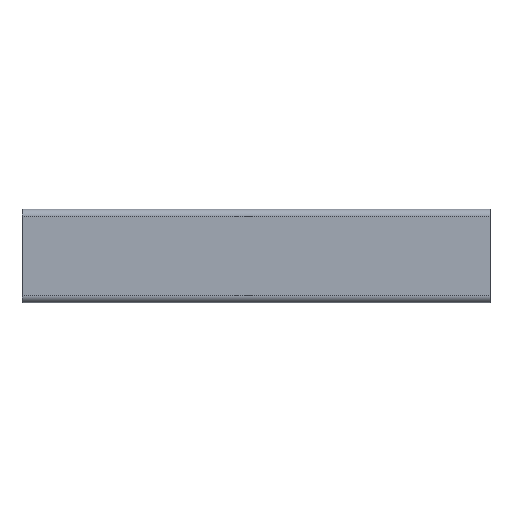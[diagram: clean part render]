
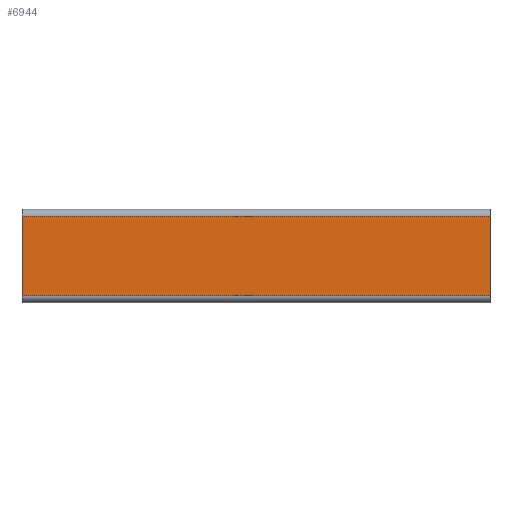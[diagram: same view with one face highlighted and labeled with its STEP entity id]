
A CAD part, left-side view. The second image highlights one B-rep face of the part: STEP entity #6944.
In plain terms, the highlighted planar face has unit normal (-1, 0, 0).
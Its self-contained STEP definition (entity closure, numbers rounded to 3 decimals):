
#126=PLANE('',#7474);
#395=FACE_OUTER_BOUND('',#749,.T.);
#749=EDGE_LOOP('',(#5176,#5177,#5178,#5179));
#1315=LINE('',#10967,#2045);
#1316=LINE('',#10971,#2046);
#1317=LINE('',#10973,#2047);
#1318=LINE('',#10974,#2048);
#2045=VECTOR('',#8840,10.);
#2046=VECTOR('',#8845,10.);
#2047=VECTOR('',#8846,10.);
#2048=VECTOR('',#8847,10.);
#3098=VERTEX_POINT('',#10964);
#3099=VERTEX_POINT('',#10966);
#3100=VERTEX_POINT('',#10970);
#3101=VERTEX_POINT('',#10972);
#3960=EDGE_CURVE('',#3099,#3098,#1315,.T.);
#3962=EDGE_CURVE('',#3098,#3100,#1316,.T.);
#3963=EDGE_CURVE('',#3101,#3100,#1317,.T.);
#3964=EDGE_CURVE('',#3099,#3101,#1318,.T.);
#5176=ORIENTED_EDGE('',*,*,#3962,.T.);
#5177=ORIENTED_EDGE('',*,*,#3963,.F.);
#5178=ORIENTED_EDGE('',*,*,#3964,.F.);
#5179=ORIENTED_EDGE('',*,*,#3960,.T.);
#6944=ADVANCED_FACE('',(#395),#126,.T.);
#7474=AXIS2_PLACEMENT_3D('',#10969,#8843,#8844);
#8840=DIRECTION('',(0.,1.,0.));
#8843=DIRECTION('center_axis',(-1.,0.,0.));
#8844=DIRECTION('ref_axis',(0.,0.,1.));
#8845=DIRECTION('',(0.,0.,-1.));
#8846=DIRECTION('',(0.,1.,0.));
#8847=DIRECTION('',(0.,0.,-1.));
#10964=CARTESIAN_POINT('',(-40.,200.,17.));
#10966=CARTESIAN_POINT('',(-40.,0.,17.));
#10967=CARTESIAN_POINT('',(-40.,0.,17.));
#10969=CARTESIAN_POINT('Origin',(-40.,0.,-17.));
#10970=CARTESIAN_POINT('',(-40.,200.,-17.));
#10971=CARTESIAN_POINT('',(-40.,200.,-8.5));
#10972=CARTESIAN_POINT('',(-40.,0.,-17.));
#10973=CARTESIAN_POINT('',(-40.,0.,-17.));
#10974=CARTESIAN_POINT('',(-40.,0.,-8.5));
